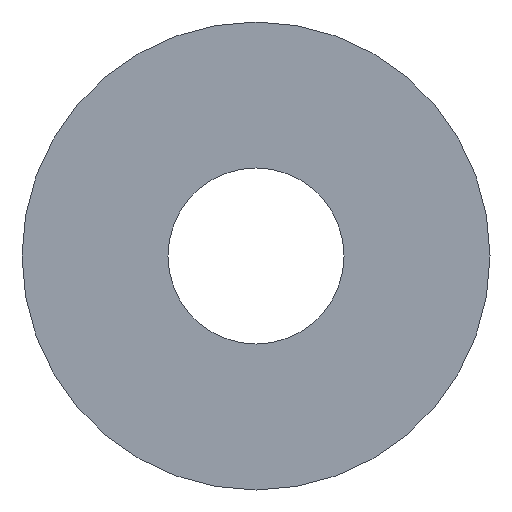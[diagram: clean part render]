
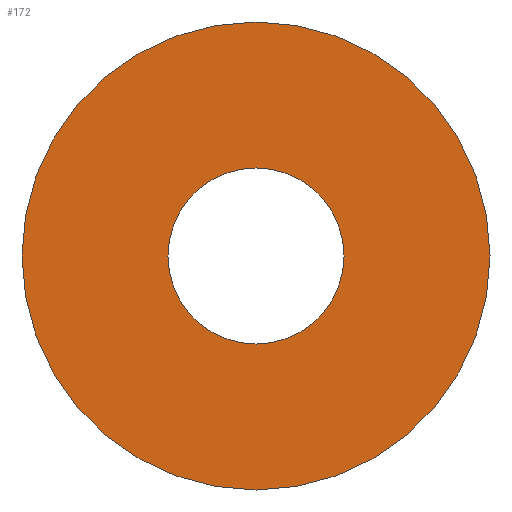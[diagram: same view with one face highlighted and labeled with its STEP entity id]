
A CAD part, front view. The second image highlights one B-rep face of the part: STEP entity #172.
In plain terms, the highlighted planar face has unit normal (0, -1, 0).
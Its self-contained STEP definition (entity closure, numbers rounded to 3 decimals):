
#3 = CARTESIAN_POINT ( 'NONE',  ( 0., 0., 0. ) ) ;
#6 = CIRCLE ( 'NONE', #142, 30.15 ) ;
#9 = DIRECTION ( 'NONE',  ( 0., 1., 0. ) ) ;
#37 = CIRCLE ( 'NONE', #86, 30.15 ) ;
#44 = CARTESIAN_POINT ( 'NONE',  ( 0., 0., 0. ) ) ;
#50 = AXIS2_PLACEMENT_3D ( 'NONE', #171, #137, #100 ) ;
#61 = CARTESIAN_POINT ( 'NONE',  ( 0., 0., -30.15 ) ) ;
#69 = VERTEX_POINT ( 'NONE', #144 ) ;
#73 = DIRECTION ( 'NONE',  ( 0., 0., 1. ) ) ;
#86 = AXIS2_PLACEMENT_3D ( 'NONE', #3, #9, #228 ) ;
#98 = DIRECTION ( 'NONE',  ( 0., 0., 1. ) ) ;
#100 = DIRECTION ( 'NONE',  ( 0., 0., 1. ) ) ;
#108 = ORIENTED_EDGE ( 'NONE', *, *, #248, .F. ) ;
#110 = DIRECTION ( 'NONE',  ( 0., 1., 0. ) ) ;
#116 = AXIS2_PLACEMENT_3D ( 'NONE', #44, #110, #190 ) ;
#125 = FACE_BOUND ( 'NONE', #180, .T. ) ;
#126 = ORIENTED_EDGE ( 'NONE', *, *, #150, .T. ) ;
#137 = DIRECTION ( 'NONE',  ( 0., 1., 0. ) ) ;
#139 = CIRCLE ( 'NONE', #50, 80.15 ) ;
#142 = AXIS2_PLACEMENT_3D ( 'NONE', #245, #224, #73 ) ;
#144 = CARTESIAN_POINT ( 'NONE',  ( 0., 0., -80.15 ) ) ;
#150 = EDGE_CURVE ( 'NONE', #165, #203, #6, .T. ) ;
#163 = CARTESIAN_POINT ( 'NONE',  ( 0., 0., 80.15 ) ) ;
#165 = VERTEX_POINT ( 'NONE', #249 ) ;
#167 = PLANE ( 'NONE',  #116 ) ;
#171 = CARTESIAN_POINT ( 'NONE',  ( 0., 0., 0. ) ) ;
#172 = ADVANCED_FACE ( 'NONE', ( #210, #125 ), #167, .F. ) ;
#179 = VERTEX_POINT ( 'NONE', #163 ) ;
#180 = EDGE_LOOP ( 'NONE', ( #201, #126 ) ) ;
#182 = EDGE_LOOP ( 'NONE', ( #108, #186 ) ) ;
#184 = AXIS2_PLACEMENT_3D ( 'NONE', #191, #214, #98 ) ;
#186 = ORIENTED_EDGE ( 'NONE', *, *, #200, .F. ) ;
#190 = DIRECTION ( 'NONE',  ( 0., 0., 1. ) ) ;
#191 = CARTESIAN_POINT ( 'NONE',  ( 0., 0., 0. ) ) ;
#200 = EDGE_CURVE ( 'NONE', #179, #69, #139, .T. ) ;
#201 = ORIENTED_EDGE ( 'NONE', *, *, #239, .T. ) ;
#203 = VERTEX_POINT ( 'NONE', #61 ) ;
#210 = FACE_OUTER_BOUND ( 'NONE', #182, .T. ) ;
#214 = DIRECTION ( 'NONE',  ( 0., 1., 0. ) ) ;
#224 = DIRECTION ( 'NONE',  ( 0., 1., 0. ) ) ;
#228 = DIRECTION ( 'NONE',  ( 0., 0., 1. ) ) ;
#239 = EDGE_CURVE ( 'NONE', #203, #165, #37, .T. ) ;
#240 = CIRCLE ( 'NONE', #184, 80.15 ) ;
#245 = CARTESIAN_POINT ( 'NONE',  ( 0., 0., 0. ) ) ;
#248 = EDGE_CURVE ( 'NONE', #69, #179, #240, .T. ) ;
#249 = CARTESIAN_POINT ( 'NONE',  ( 0., 0., 30.15 ) ) ;
